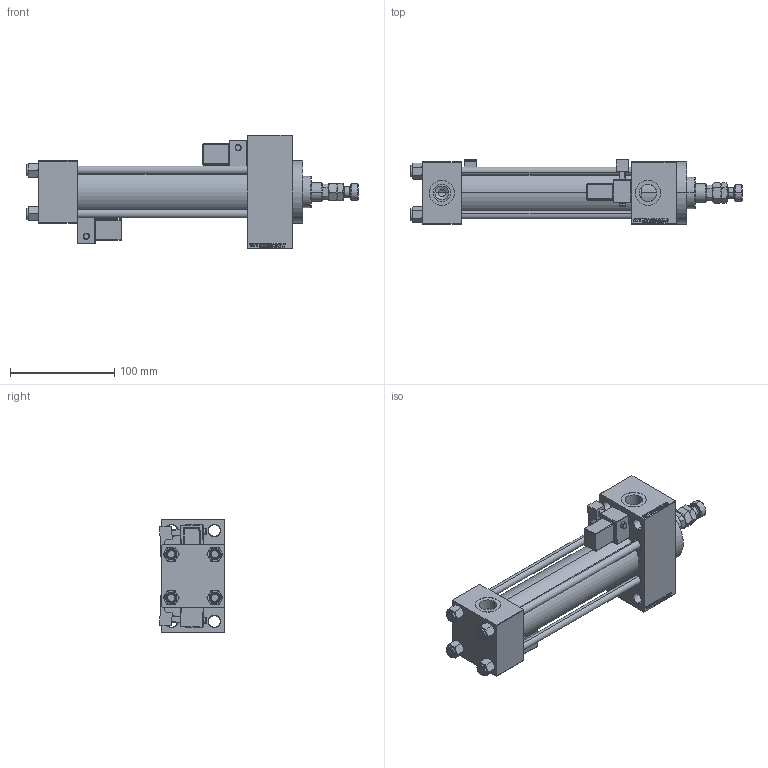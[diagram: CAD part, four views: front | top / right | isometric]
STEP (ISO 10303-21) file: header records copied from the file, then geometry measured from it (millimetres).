
FILE_DESCRIPTION (( 'STEP AP203' ), '1' );
FILE_NAME ('a599.STEP', '2022-04-14T17:55:30', ( '' ), ( '' ), 'SwSTEP 2.0', 'SolidWorks 2019', '' );
FILE_SCHEMA (( 'CONFIG_CONTROL_DESIGN' ));
Length unit declared in the file: millimetre
Products named in the file (8): V215CR_MSU 840847af48e1d3236c45811e67ff7360; V215CR_D_TYCINKA 840847af48e1d3236c45811e67ff7360; NUT_M5_D 840847af48e1d3236c45811e67ff7360; a599; V215_VC_A 840847af48e1d3236c45811e67ff7360; MFA 840847af48e1d3236c45811e67ff7360; V215CR_VCP_D 840847af48e1d3236c45811e67ff7360; V215CR_D_Body 840847af48e1d3236c45811e67ff7360
Assembly tree (14 placements, depth 2):
  a599
    V215CR_D_Body 840847af48e1d3236c45811e67ff7360
    V215CR_VCP_D 840847af48e1d3236c45811e67ff7360
    NUT_M5_D 840847af48e1d3236c45811e67ff7360  x4
    V215CR_D_TYCINKA 840847af48e1d3236c45811e67ff7360  x4
    V215_VC_A 840847af48e1d3236c45811e67ff7360
    MFA 840847af48e1d3236c45811e67ff7360
    V215CR_MSU 840847af48e1d3236c45811e67ff7360  x2
Bounding box: 318 x 61.9 x 109 mm (x, y, z)
Volume: 648956.4 mm3; surface area: 181517.5 mm2
Topology: 14 solids, 14 shells, 1318 faces, 3235 edges, 2043 vertices
Faces by surface type: plane 574, bspline 368, cone 172, cylinder 156, torus 24, sphere 24
Entity records: 51300 total; most frequent: CARTESIAN_POINT 25980, ORIENTED_EDGE 5580, DIRECTION 3836, EDGE_CURVE 2790, VERTEX_POINT 1803, LINE 1630, VECTOR 1630, EDGE_LOOP 1259
